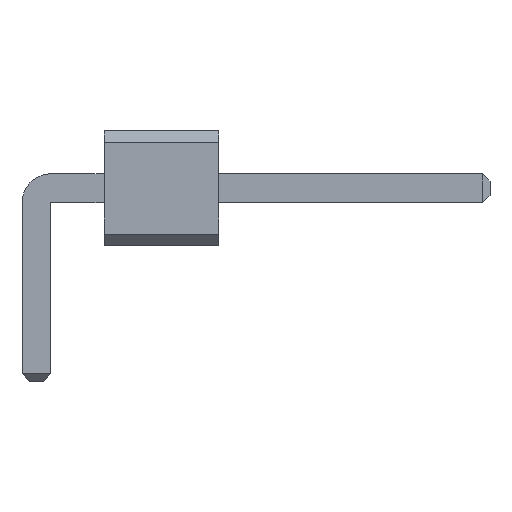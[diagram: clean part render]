
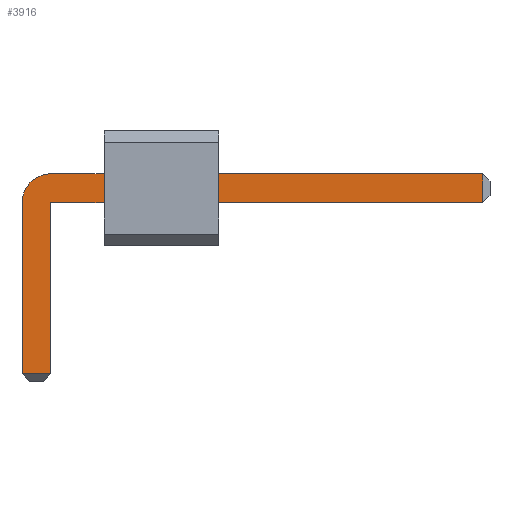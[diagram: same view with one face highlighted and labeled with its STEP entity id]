
A CAD part, front view. The second image highlights one B-rep face of the part: STEP entity #3916.
In plain terms, the highlighted planar face has unit normal (0, -1, 0).
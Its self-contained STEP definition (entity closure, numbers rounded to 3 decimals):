
#13=DIRECTION('',(0.,0.,1.));
#1753=VECTOR('',#13,1.);
#3716=VECTOR('',#3717,1.);
#3717=DIRECTION('',(1.,0.,0.));
#3723=VECTOR('',#3724,1.);
#3724=DIRECTION('',(0.,0.,-1.));
#3731=VECTOR('',#3732,1.);
#3732=DIRECTION('',(-1.,0.,0.));
#3753=DIRECTION('',(-0.,1.,0.));
#3757=DIRECTION('',(0.,1.,0.));
#3758=DIRECTION('',(1.,0.,0.));
#3765=VERTEX_POINT('',#3766);
#3766=CARTESIAN_POINT('',(0.32,-73.98,1.59));
#3768=ORIENTED_EDGE('',*,*,#3769,.T.);
#3769=EDGE_CURVE('',#3765,#3770,#3772,.T.);
#3770=VERTEX_POINT('',#3771);
#3771=CARTESIAN_POINT('',(9.88,-73.98,1.59));
#3772=LINE('',#3773,#3716);
#3773=CARTESIAN_POINT('',(-0.32,-73.98,1.59));
#3811=EDGE_CURVE('',#3812,#3765,#3814,.T.);
#3812=VERTEX_POINT('',#3813);
#3813=CARTESIAN_POINT('',(-0.32,-73.98,0.95));
#3814=CIRCLE('',#3815,0.64);
#3815=AXIS2_PLACEMENT_3D('',#3816,#3753,#3724);
#3816=CARTESIAN_POINT('',(0.32,-73.98,0.95));
#3828=VERTEX_POINT('',#3829);
#3829=CARTESIAN_POINT('',(9.88,-73.98,0.95));
#3831=ORIENTED_EDGE('',*,*,#3832,.T.);
#3832=EDGE_CURVE('',#3828,#3833,#3834,.T.);
#3833=VERTEX_POINT('',#3816);
#3834=LINE('',#3835,#3731);
#3835=CARTESIAN_POINT('',(10.04,-73.98,0.95));
#3847=VERTEX_POINT('',#3848);
#3848=CARTESIAN_POINT('',(-0.32,-73.98,-2.84));
#3850=ORIENTED_EDGE('',*,*,#3851,.T.);
#3851=EDGE_CURVE('',#3847,#3812,#3852,.T.);
#3852=LINE('',#3853,#1753);
#3853=CARTESIAN_POINT('',(-0.32,-73.98,-3.));
#3861=ORIENTED_EDGE('',*,*,#3862,.T.);
#3862=EDGE_CURVE('',#3833,#3863,#3865,.T.);
#3863=VERTEX_POINT('',#3864);
#3864=CARTESIAN_POINT('',(0.32,-73.98,-2.84));
#3865=LINE('',#3816,#3723);
#3916=ADVANCED_FACE('',(#3917),#3926,.F.);
#3917=FACE_BOUND('',#3918,.F.);
#3918=EDGE_LOOP('',(#3768,#3919,#3831,#3861,#3922,#3850,#3925));
#3919=ORIENTED_EDGE('',*,*,#3920,.T.);
#3920=EDGE_CURVE('',#3770,#3828,#3921,.T.);
#3921=LINE('',#3771,#3723);
#3922=ORIENTED_EDGE('',*,*,#3923,.T.);
#3923=EDGE_CURVE('',#3863,#3847,#3924,.T.);
#3924=LINE('',#3864,#3731);
#3925=ORIENTED_EDGE('',*,*,#3811,.T.);
#3926=PLANE('',#3927);
#3927=AXIS2_PLACEMENT_3D('',#3928,#3757,#3758);
#3928=CARTESIAN_POINT('',(3.576,-73.98,0.579));
